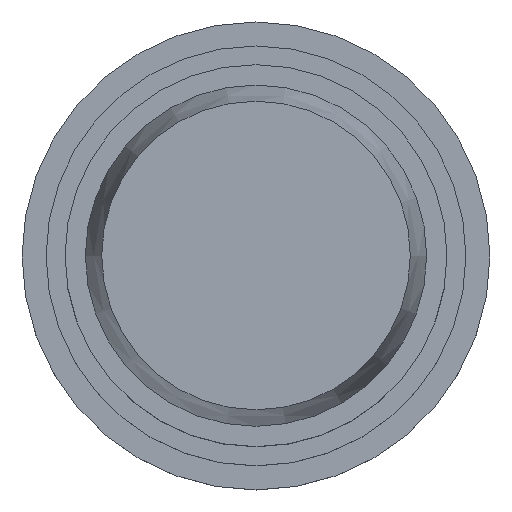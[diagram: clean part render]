
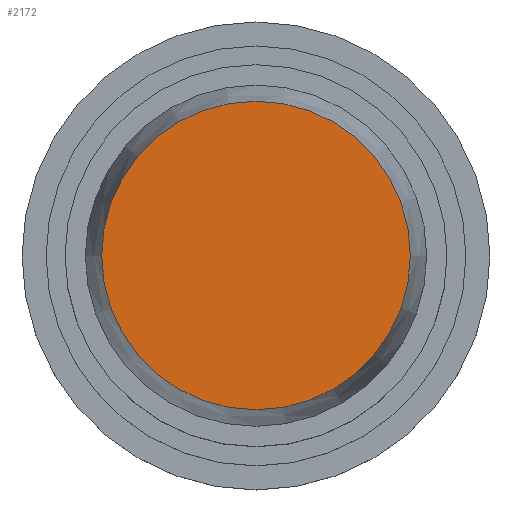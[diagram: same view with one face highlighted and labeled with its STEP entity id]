
A CAD part, top view. The second image highlights one B-rep face of the part: STEP entity #2172.
In plain terms, the highlighted planar face has unit normal (0, 0, 1).
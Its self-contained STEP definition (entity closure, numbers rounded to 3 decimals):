
#2102 = CONICAL_SURFACE('',#2103,6.95,0.168);
#2103 = AXIS2_PLACEMENT_3D('',#2104,#2105,#2106);
#2104 = CARTESIAN_POINT('',(0.,0.,3.));
#2105 = DIRECTION('',(-0.,-0.,-1.));
#2106 = DIRECTION('',(1.,0.,-0.));
#2122 = VERTEX_POINT('',#2123);
#2123 = CARTESIAN_POINT('',(6.1,0.,8.));
#2144 = EDGE_CURVE('',#2122,#2122,#2145,.T.);
#2145 = SURFACE_CURVE('',#2146,(#2151,#2158),.PCURVE_S1.);
#2146 = CIRCLE('',#2147,6.1);
#2147 = AXIS2_PLACEMENT_3D('',#2148,#2149,#2150);
#2148 = CARTESIAN_POINT('',(0.,0.,8.));
#2149 = DIRECTION('',(0.,0.,1.));
#2150 = DIRECTION('',(1.,0.,-0.));
#2151 = PCURVE('',#2102,#2152);
#2152 = DEFINITIONAL_REPRESENTATION('',(#2153),#2157);
#2153 = LINE('',#2154,#2155);
#2154 = CARTESIAN_POINT('',(-0.,-5.));
#2155 = VECTOR('',#2156,1.);
#2156 = DIRECTION('',(-1.,-0.));
#2157 = ( GEOMETRIC_REPRESENTATION_CONTEXT(2) 
PARAMETRIC_REPRESENTATION_CONTEXT() REPRESENTATION_CONTEXT('2D SPACE',''
  ) );
#2158 = PCURVE('',#2159,#2164);
#2159 = PLANE('',#2160);
#2160 = AXIS2_PLACEMENT_3D('',#2161,#2162,#2163);
#2161 = CARTESIAN_POINT('',(0.,0.,8.));
#2162 = DIRECTION('',(0.,0.,1.));
#2163 = DIRECTION('',(1.,0.,-0.));
#2164 = DEFINITIONAL_REPRESENTATION('',(#2165),#2169);
#2165 = CIRCLE('',#2166,6.1);
#2166 = AXIS2_PLACEMENT_2D('',#2167,#2168);
#2167 = CARTESIAN_POINT('',(0.,0.));
#2168 = DIRECTION('',(1.,0.));
#2169 = ( GEOMETRIC_REPRESENTATION_CONTEXT(2) 
PARAMETRIC_REPRESENTATION_CONTEXT() REPRESENTATION_CONTEXT('2D SPACE',''
  ) );
#2172 = ADVANCED_FACE('',(#2173),#2159,.T.);
#2173 = FACE_BOUND('',#2174,.T.);
#2174 = EDGE_LOOP('',(#2175));
#2175 = ORIENTED_EDGE('',*,*,#2144,.T.);
